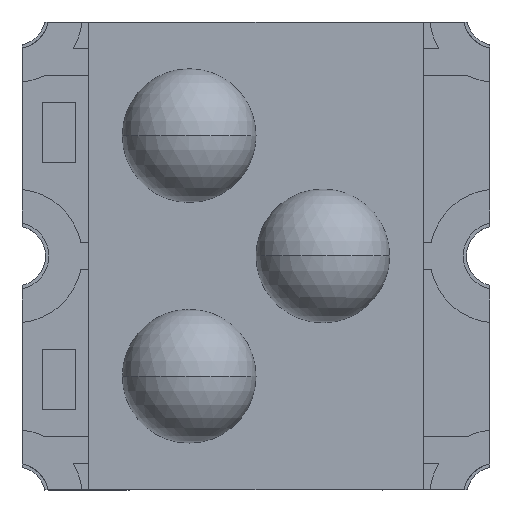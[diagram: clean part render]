
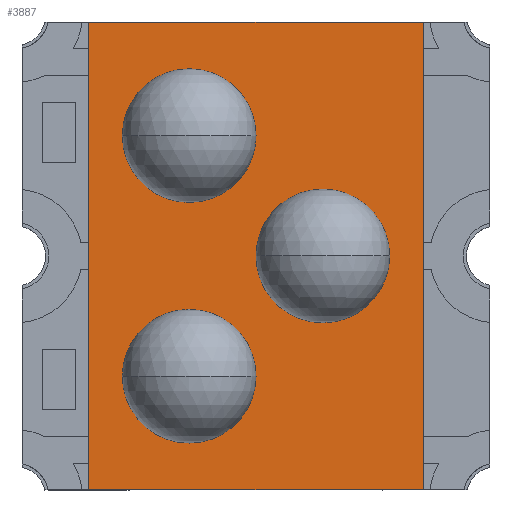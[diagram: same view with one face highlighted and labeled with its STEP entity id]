
A CAD part, top view. The second image highlights one B-rep face of the part: STEP entity #3887.
In plain terms, the highlighted planar face has unit normal (0, 0, 1).
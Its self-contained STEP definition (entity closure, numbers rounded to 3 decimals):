
#241 = CARTESIAN_POINT ( 'NONE',  ( -2583.651, 4160.624, 7.25 ) ) ;
#242 = DIRECTION ( 'NONE',  ( 0., 0., -1. ) ) ;
#243 = DIRECTION ( 'NONE',  ( 1., 0., 0. ) ) ;
#250 = CARTESIAN_POINT ( 'NONE',  ( -2584.651, 4161.524, 7.25 ) ) ;
#251 = DIRECTION ( 'NONE',  ( 0., 0., -1. ) ) ;
#252 = DIRECTION ( 'NONE',  ( 1., 0., 0. ) ) ;
#253 = CARTESIAN_POINT ( 'NONE',  ( -2584.651, 4159.724, 7.25 ) ) ;
#254 = DIRECTION ( 'NONE',  ( 0., 0., -1. ) ) ;
#255 = DIRECTION ( 'NONE',  ( 0., -1., 0. ) ) ;
#260 = LINE ( 'NONE', #261, #2422 ) ;
#261 = CARTESIAN_POINT ( 'NONE',  ( -2584.151, 4162.374, 7.25 ) ) ;
#262 = DIRECTION ( 'NONE',  ( -1., 0., 0. ) ) ;
#831 = PLANE ( 'NONE',  #2311 ) ;
#832 = CARTESIAN_POINT ( 'NONE',  ( -2585.401, 4158.874, 7.25 ) ) ;
#833 = DIRECTION ( 'NONE',  ( 0., 0., 1. ) ) ;
#834 = DIRECTION ( 'NONE',  ( 1., 0., 0. ) ) ;
#961 = CARTESIAN_POINT ( 'NONE',  ( -2583.651, 4160.624, 7.25 ) ) ;
#962 = LINE ( 'NONE', #963, #2361 ) ;
#963 = CARTESIAN_POINT ( 'NONE',  ( -2584.151, 4158.874, 7.25 ) ) ;
#964 = DIRECTION ( 'NONE',  ( 1., 0., 0. ) ) ;
#974 = DIRECTION ( 'NONE',  ( 0., 0., -1. ) ) ;
#975 = DIRECTION ( 'NONE',  ( 1., 0., 0. ) ) ;
#976 = CARTESIAN_POINT ( 'NONE',  ( -2584.651, 4159.724, 7.25 ) ) ;
#1013 = DIRECTION ( 'NONE',  ( 0., 0., -1. ) ) ;
#1014 = DIRECTION ( 'NONE',  ( 0., -1., 0. ) ) ;
#1201 = CARTESIAN_POINT ( 'NONE',  ( -2584.651, 4161.524, 7.25 ) ) ;
#1202 = DIRECTION ( 'NONE',  ( 0., 0., -1. ) ) ;
#1203 = DIRECTION ( 'NONE',  ( 1., 0., 0. ) ) ;
#1268 = CIRCLE ( 'NONE', #2409, 0.5 ) ;
#1271 = CIRCLE ( 'NONE', #2417, 0.5 ) ;
#1272 = CIRCLE ( 'NONE', #2418, 0.5 ) ;
#1279 = CIRCLE ( 'NONE', #2349, 0.5 ) ;
#1280 = CIRCLE ( 'NONE', #2371, 0.5 ) ;
#1292 = CIRCLE ( 'NONE', #2400, 0.5 ) ;
#1671 = LINE ( 'NONE', #1672, #2668 ) ;
#1672 = CARTESIAN_POINT ( 'NONE',  ( -2582.901, 4160.624, 7.25 ) ) ;
#1673 = DIRECTION ( 'NONE',  ( 0., 1., 0. ) ) ;
#1677 = LINE ( 'NONE', #1678, #2687 ) ;
#1678 = CARTESIAN_POINT ( 'NONE',  ( -2585.401, 4160.624, 7.25 ) ) ;
#1679 = DIRECTION ( 'NONE',  ( 0., -1., 0. ) ) ;
#2304 = FACE_BOUND ( 'NONE', #4731, .T. ) ;
#2308 = FACE_BOUND ( 'NONE', #4732, .T. ) ;
#2311 = AXIS2_PLACEMENT_3D ( 'NONE', #832, #833, #834 ) ;
#2313 = FACE_BOUND ( 'NONE', #4729, .T. ) ;
#2315 = FACE_OUTER_BOUND ( 'NONE', #4746, .T. ) ;
#2349 = AXIS2_PLACEMENT_3D ( 'NONE', #961, #974, #975 ) ;
#2361 = VECTOR ( 'NONE', #964, 1000. ) ;
#2371 = AXIS2_PLACEMENT_3D ( 'NONE', #976, #1013, #1014 ) ;
#2400 = AXIS2_PLACEMENT_3D ( 'NONE', #1201, #1202, #1203 ) ;
#2409 = AXIS2_PLACEMENT_3D ( 'NONE', #241, #242, #243 ) ;
#2417 = AXIS2_PLACEMENT_3D ( 'NONE', #250, #251, #252 ) ;
#2418 = AXIS2_PLACEMENT_3D ( 'NONE', #253, #254, #255 ) ;
#2422 = VECTOR ( 'NONE', #262, 1000. ) ;
#2668 = VECTOR ( 'NONE', #1673, 1000. ) ;
#2687 = VECTOR ( 'NONE', #1679, 1000. ) ;
#2710 = EDGE_CURVE ( 'NONE', #3612, #3611, #1671, .T. ) ;
#2712 = EDGE_CURVE ( 'NONE', #3610, #3613, #1677, .T. ) ;
#3610 = VERTEX_POINT ( 'NONE', #6106 ) ;
#3611 = VERTEX_POINT ( 'NONE', #6107 ) ;
#3612 = VERTEX_POINT ( 'NONE', #6108 ) ;
#3613 = VERTEX_POINT ( 'NONE', #6109 ) ;
#3619 = VERTEX_POINT ( 'NONE', #6115 ) ;
#3620 = VERTEX_POINT ( 'NONE', #6116 ) ;
#3622 = VERTEX_POINT ( 'NONE', #6118 ) ;
#3623 = VERTEX_POINT ( 'NONE', #6119 ) ;
#3625 = VERTEX_POINT ( 'NONE', #6121 ) ;
#3626 = VERTEX_POINT ( 'NONE', #6122 ) ;
#3725 = EDGE_CURVE ( 'NONE', #3620, #3619, #1268, .T. ) ;
#3728 = EDGE_CURVE ( 'NONE', #3623, #3622, #1271, .T. ) ;
#3729 = EDGE_CURVE ( 'NONE', #3625, #3626, #1272, .T. ) ;
#3731 = EDGE_CURVE ( 'NONE', #3611, #3610, #260, .T. ) ;
#3887 = ADVANCED_FACE ( 'NONE', ( #2308, #2304, #2313, #2315 ), #831, .T. ) ;
#3922 = EDGE_CURVE ( 'NONE', #3613, #3612, #962, .T. ) ;
#3926 = EDGE_CURVE ( 'NONE', #3619, #3620, #1279, .T. ) ;
#3939 = EDGE_CURVE ( 'NONE', #3626, #3625, #1280, .T. ) ;
#3985 = EDGE_CURVE ( 'NONE', #3622, #3623, #1292, .T. ) ;
#4446 = ORIENTED_EDGE ( 'NONE', *, *, #3926, .T. ) ;
#4447 = ORIENTED_EDGE ( 'NONE', *, *, #3728, .T. ) ;
#4448 = ORIENTED_EDGE ( 'NONE', *, *, #3985, .T. ) ;
#4449 = ORIENTED_EDGE ( 'NONE', *, *, #3939, .T. ) ;
#4450 = ORIENTED_EDGE ( 'NONE', *, *, #2710, .T. ) ;
#4451 = ORIENTED_EDGE ( 'NONE', *, *, #3729, .T. ) ;
#4452 = ORIENTED_EDGE ( 'NONE', *, *, #3725, .T. ) ;
#4651 = ORIENTED_EDGE ( 'NONE', *, *, #2712, .T. ) ;
#4652 = ORIENTED_EDGE ( 'NONE', *, *, #3731, .T. ) ;
#4693 = ORIENTED_EDGE ( 'NONE', *, *, #3922, .T. ) ;
#4729 = EDGE_LOOP ( 'NONE', ( #4446, #4452 ) ) ;
#4731 = EDGE_LOOP ( 'NONE', ( #4448, #4447 ) ) ;
#4732 = EDGE_LOOP ( 'NONE', ( #4451, #4449 ) ) ;
#4746 = EDGE_LOOP ( 'NONE', ( #4652, #4651, #4693, #4450 ) ) ;
#6106 = CARTESIAN_POINT ( 'NONE',  ( -2585.401, 4162.374, 7.25 ) ) ;
#6107 = CARTESIAN_POINT ( 'NONE',  ( -2582.901, 4162.374, 7.25 ) ) ;
#6108 = CARTESIAN_POINT ( 'NONE',  ( -2582.901, 4158.874, 7.25 ) ) ;
#6109 = CARTESIAN_POINT ( 'NONE',  ( -2585.401, 4158.874, 7.25 ) ) ;
#6115 = CARTESIAN_POINT ( 'NONE',  ( -2584.151, 4160.624, 7.25 ) ) ;
#6116 = CARTESIAN_POINT ( 'NONE',  ( -2583.151, 4160.624, 7.25 ) ) ;
#6118 = CARTESIAN_POINT ( 'NONE',  ( -2585.151, 4161.524, 7.25 ) ) ;
#6119 = CARTESIAN_POINT ( 'NONE',  ( -2584.151, 4161.524, 7.25 ) ) ;
#6121 = CARTESIAN_POINT ( 'NONE',  ( -2585.151, 4159.724, 7.25 ) ) ;
#6122 = CARTESIAN_POINT ( 'NONE',  ( -2584.151, 4159.724, 7.25 ) ) ;
